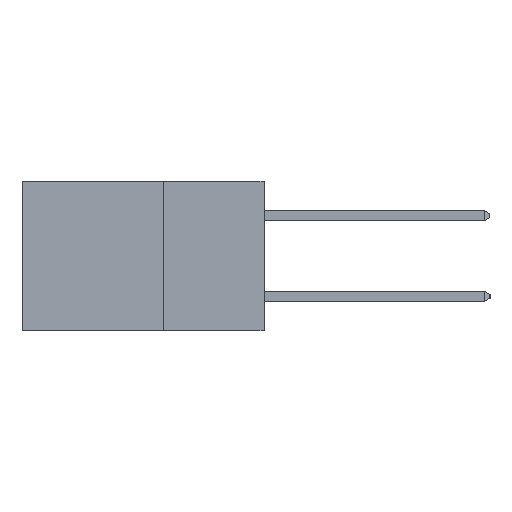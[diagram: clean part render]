
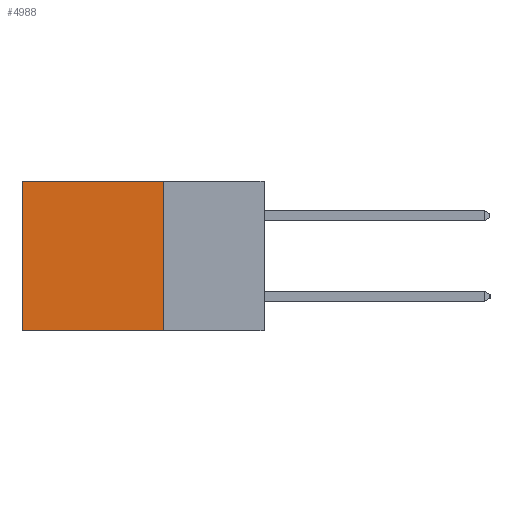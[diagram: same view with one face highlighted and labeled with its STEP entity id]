
A CAD part, left-side view. The second image highlights one B-rep face of the part: STEP entity #4988.
In plain terms, the highlighted planar face has unit normal (-1, 0, 0).
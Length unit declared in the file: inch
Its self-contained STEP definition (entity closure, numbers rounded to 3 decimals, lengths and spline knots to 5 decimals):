
#73 = AXIS2_PLACEMENT_3D ( 'NONE', #1140, #2949, #15502 ) ;
#231 = VECTOR ( 'NONE', #9543, 39.37008 ) ;
#1140 = CARTESIAN_POINT ( 'NONE',  ( 0.2615, 0.25, -0.37 ) ) ;
#1302 = VECTOR ( 'NONE', #11945, 39.37008 ) ;
#1670 = ORIENTED_EDGE ( 'NONE', *, *, #3747, .T. ) ;
#1807 = CARTESIAN_POINT ( 'NONE',  ( 0.2615, 0.6, -0.37 ) ) ;
#2087 = VECTOR ( 'NONE', #13878, 39.37008 ) ;
#2949 = DIRECTION ( 'NONE',  ( 1., 0., 0. ) ) ;
#2989 = FACE_OUTER_BOUND ( 'NONE', #14950, .T. ) ;
#3747 = EDGE_CURVE ( 'NONE', #20103, #10819, #5013, .T. ) ;
#4988 = ADVANCED_FACE ( 'NONE', ( #2989 ), #11909, .F. ) ;
#5013 = LINE ( 'NONE', #7724, #231 ) ;
#6703 = CARTESIAN_POINT ( 'NONE',  ( 0.2615, 0.6, 0. ) ) ;
#6988 = EDGE_CURVE ( 'NONE', #17506, #17118, #18910, .T. ) ;
#7724 = CARTESIAN_POINT ( 'NONE',  ( 0.2615, 0.6, -0.37 ) ) ;
#9543 = DIRECTION ( 'NONE',  ( 0., 0., -1. ) ) ;
#10394 = CARTESIAN_POINT ( 'NONE',  ( 0.2615, 0.25, 0. ) ) ;
#10409 = DIRECTION ( 'NONE',  ( 0., 0., -1. ) ) ;
#10819 = VERTEX_POINT ( 'NONE', #1807 ) ;
#11058 = ORIENTED_EDGE ( 'NONE', *, *, #6988, .F. ) ;
#11632 = LINE ( 'NONE', #12092, #2087 ) ;
#11909 = PLANE ( 'NONE',  #73 ) ;
#11945 = DIRECTION ( 'NONE',  ( 0., 1., 0. ) ) ;
#12092 = CARTESIAN_POINT ( 'NONE',  ( 0.2615, 0.25, -0.37 ) ) ;
#12762 = CARTESIAN_POINT ( 'NONE',  ( 0.2615, 0.25, -0.37 ) ) ;
#13273 = EDGE_CURVE ( 'NONE', #17118, #10819, #11632, .T. ) ;
#13878 = DIRECTION ( 'NONE',  ( 0., 1., 0. ) ) ;
#14950 = EDGE_LOOP ( 'NONE', ( #1670, #17378, #11058, #16099 ) ) ;
#15502 = DIRECTION ( 'NONE',  ( 0., 0., -1. ) ) ;
#15738 = CARTESIAN_POINT ( 'NONE',  ( 0.2615, 0.25, -0.37 ) ) ;
#16099 = ORIENTED_EDGE ( 'NONE', *, *, #18063, .T. ) ;
#17118 = VERTEX_POINT ( 'NONE', #12762 ) ;
#17378 = ORIENTED_EDGE ( 'NONE', *, *, #13273, .F. ) ;
#17506 = VERTEX_POINT ( 'NONE', #10394 ) ;
#18063 = EDGE_CURVE ( 'NONE', #17506, #20103, #20319, .T. ) ;
#18363 = VECTOR ( 'NONE', #10409, 39.37008 ) ;
#18910 = LINE ( 'NONE', #15738, #18363 ) ;
#20103 = VERTEX_POINT ( 'NONE', #6703 ) ;
#20319 = LINE ( 'NONE', #22498, #1302 ) ;
#22498 = CARTESIAN_POINT ( 'NONE',  ( 0.2615, 0.25, 0. ) ) ;
